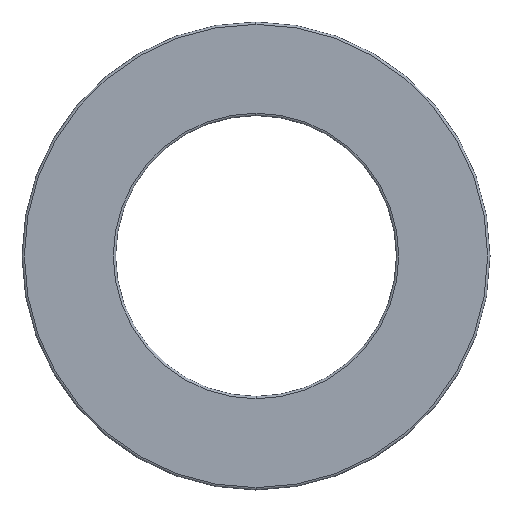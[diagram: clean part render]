
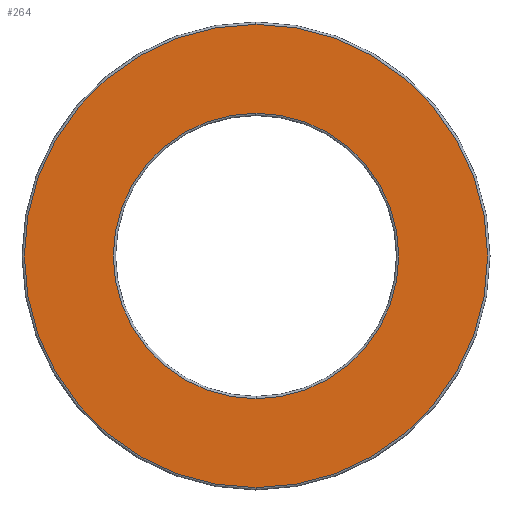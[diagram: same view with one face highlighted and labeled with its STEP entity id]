
A CAD part, left-side view. The second image highlights one B-rep face of the part: STEP entity #264.
In plain terms, the highlighted planar face has unit normal (-1, 0, 0).
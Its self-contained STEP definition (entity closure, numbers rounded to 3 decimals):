
#32 = DIRECTION ( 'NONE',  ( 1., 0., 0. ) ) ;
#33 = DIRECTION ( 'NONE',  ( 0., 0., -1. ) ) ;
#39 = DIRECTION ( 'NONE',  ( 0., 0., -1. ) ) ;
#40 = EDGE_CURVE ( 'NONE', #288, #233, #71, .T. ) ;
#47 = DIRECTION ( 'NONE',  ( 0., 0., -1. ) ) ;
#54 = EDGE_LOOP ( 'NONE', ( #323, #254 ) ) ;
#58 = AXIS2_PLACEMENT_3D ( 'NONE', #145, #194, #217 ) ;
#59 = FACE_BOUND ( 'NONE', #207, .T. ) ;
#61 = CARTESIAN_POINT ( 'NONE',  ( 0., 0., 9.9 ) ) ;
#71 = CIRCLE ( 'NONE', #209, 6.1 ) ;
#74 = CARTESIAN_POINT ( 'NONE',  ( 0., 0., 0. ) ) ;
#80 = CARTESIAN_POINT ( 'NONE',  ( 0., 0., -9.9 ) ) ;
#117 = DIRECTION ( 'NONE',  ( 1., 0., 0. ) ) ;
#122 = EDGE_CURVE ( 'NONE', #180, #244, #154, .T. ) ;
#123 = CARTESIAN_POINT ( 'NONE',  ( 0., 0., -6.1 ) ) ;
#129 = AXIS2_PLACEMENT_3D ( 'NONE', #74, #309, #47 ) ;
#145 = CARTESIAN_POINT ( 'NONE',  ( 0., 6., 0. ) ) ;
#147 = CIRCLE ( 'NONE', #311, 9.9 ) ;
#154 = CIRCLE ( 'NONE', #129, 9.9 ) ;
#174 = DIRECTION ( 'NONE',  ( 0., 0., -1. ) ) ;
#178 = AXIS2_PLACEMENT_3D ( 'NONE', #238, #117, #39 ) ;
#180 = VERTEX_POINT ( 'NONE', #61 ) ;
#194 = DIRECTION ( 'NONE',  ( 1., 0., 0. ) ) ;
#199 = CARTESIAN_POINT ( 'NONE',  ( 0., 0., 0. ) ) ;
#203 = ORIENTED_EDGE ( 'NONE', *, *, #40, .T. ) ;
#207 = EDGE_LOOP ( 'NONE', ( #203, #286 ) ) ;
#209 = AXIS2_PLACEMENT_3D ( 'NONE', #199, #32, #174 ) ;
#213 = CARTESIAN_POINT ( 'NONE',  ( 0., 0., 0. ) ) ;
#217 = DIRECTION ( 'NONE',  ( 0., 0., -1. ) ) ;
#233 = VERTEX_POINT ( 'NONE', #320 ) ;
#237 = EDGE_CURVE ( 'NONE', #244, #180, #147, .T. ) ;
#238 = CARTESIAN_POINT ( 'NONE',  ( 0., 0., 0. ) ) ;
#244 = VERTEX_POINT ( 'NONE', #80 ) ;
#254 = ORIENTED_EDGE ( 'NONE', *, *, #122, .T. ) ;
#264 = ADVANCED_FACE ( 'NONE', ( #339, #59 ), #300, .F. ) ;
#265 = DIRECTION ( 'NONE',  ( -1., 0., 0. ) ) ;
#280 = EDGE_CURVE ( 'NONE', #233, #288, #317, .T. ) ;
#286 = ORIENTED_EDGE ( 'NONE', *, *, #280, .T. ) ;
#288 = VERTEX_POINT ( 'NONE', #123 ) ;
#300 = PLANE ( 'NONE',  #58 ) ;
#309 = DIRECTION ( 'NONE',  ( -1., 0., 0. ) ) ;
#311 = AXIS2_PLACEMENT_3D ( 'NONE', #213, #265, #33 ) ;
#317 = CIRCLE ( 'NONE', #178, 6.1 ) ;
#320 = CARTESIAN_POINT ( 'NONE',  ( 0., 0., 6.1 ) ) ;
#323 = ORIENTED_EDGE ( 'NONE', *, *, #237, .T. ) ;
#339 = FACE_OUTER_BOUND ( 'NONE', #54, .T. ) ;
